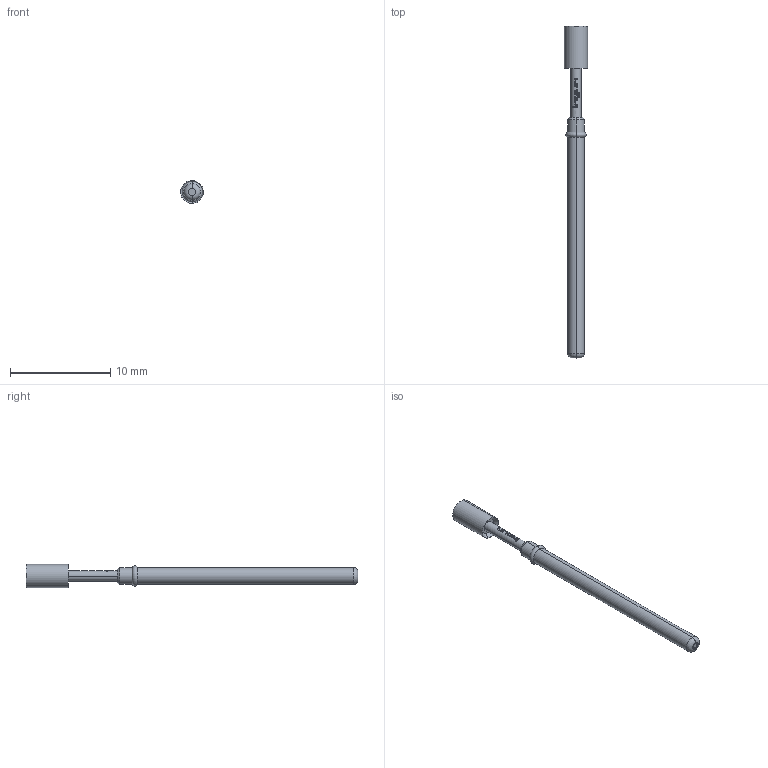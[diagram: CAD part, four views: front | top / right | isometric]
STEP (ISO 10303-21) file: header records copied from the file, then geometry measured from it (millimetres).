
FILE_DESCRIPTION (( 'STEP AP203' ), '1' );
FILE_NAME ('INGUN_GKS-112_006_230_X_xx02_0.STEP', '2017-09-06T13:58:03', ( '' ), ( '' ), 'SwSTEP 2.0', 'SolidWorks 2016', '' );
FILE_SCHEMA (( 'CONFIG_CONTROL_DESIGN' ));
Length unit declared in the file: millimetre
Products named in the file (2): INGUN_GKS-112_006_230_X_xx02_0
Bounding box: 2.3 x 33.1 x 2.3 mm (x, y, z)
Volume: 68.6 mm3; surface area: 230.2 mm2
Topology: 2 solids, 2 shells, 170 faces, 396 edges, 241 vertices
Faces by surface type: plane 104, bspline 22, cylinder 22, cone 18, torus 4
Entity records: 5163 total; most frequent: CARTESIAN_POINT 1477, ORIENTED_EDGE 792, DIRECTION 650, EDGE_CURVE 396, AXIS2_PLACEMENT_3D 246, VERTEX_POINT 241, EDGE_LOOP 183, ADVANCED_FACE 170
